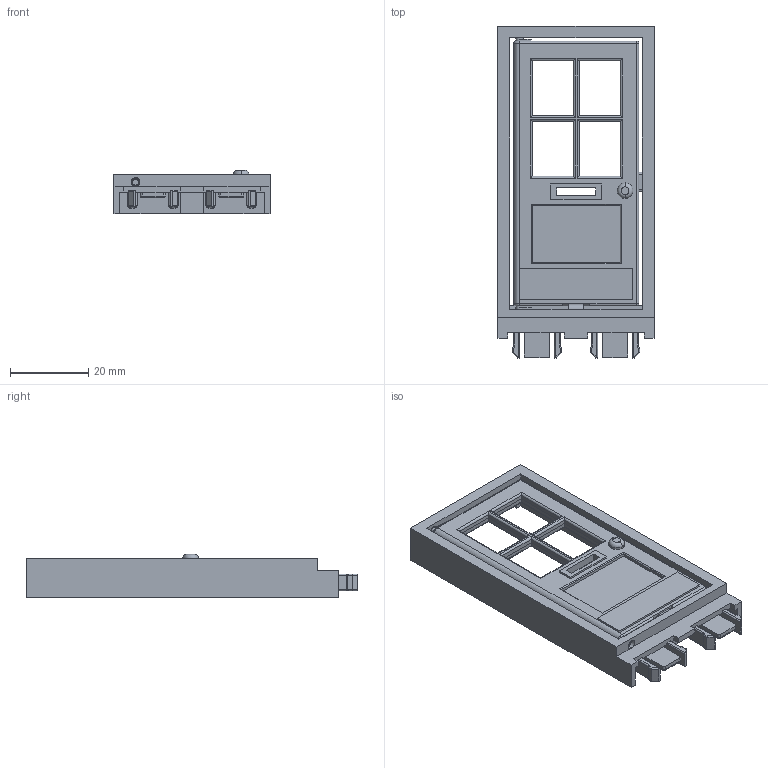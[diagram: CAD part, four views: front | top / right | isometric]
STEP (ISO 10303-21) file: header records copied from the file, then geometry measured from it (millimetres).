
FILE_DESCRIPTION (( 'STEP AP203' ), '1' );
FILE_NAME ('20-20023c.STEP', '2014-04-13T23:54:02', ( 'Nicholas Morozovsky' ), ( '' ), 'SwSTEP 2.0', 'SolidWorks 2012', '' );
FILE_SCHEMA (( 'CONFIG_CONTROL_DESIGN' ));
Length unit declared in the file: millimetre
Products named in the file (1): 20-20023c
Bounding box: 39.9 x 84.9 x 11.05 mm (x, y, z)
Volume: 10731.2 mm3; surface area: 10960.3 mm2
Topology: 2 solids, 2 shells, 370 faces, 914 edges, 530 vertices
Faces by surface type: plane 201, cylinder 133, torus 12, sphere 12, bspline 8, cone 4
Entity records: 10779 total; most frequent: CARTESIAN_POINT 2307, ORIENTED_EDGE 1788, DIRECTION 1678, EDGE_CURVE 894, LINE 660, VECTOR 660, VERTEX_POINT 530, AXIS2_PLACEMENT_3D 509
